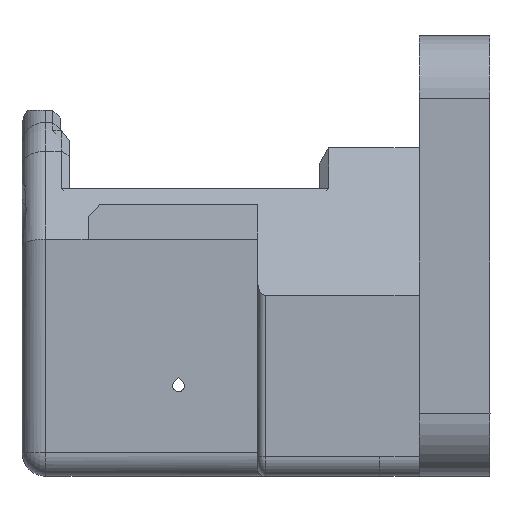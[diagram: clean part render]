
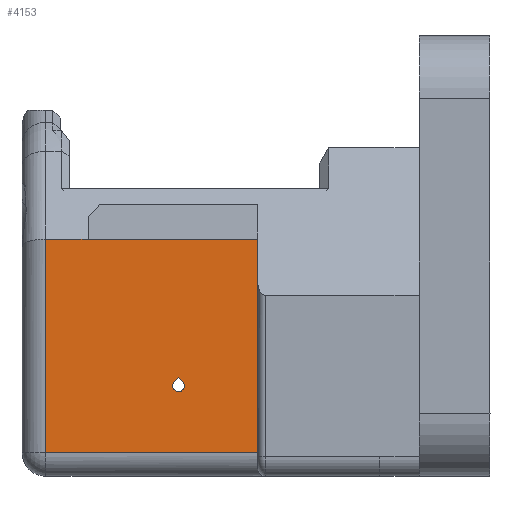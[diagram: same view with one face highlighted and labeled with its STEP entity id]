
A CAD part, left-side view. The second image highlights one B-rep face of the part: STEP entity #4153.
In plain terms, the highlighted planar face has unit normal (-1, 0, 0).
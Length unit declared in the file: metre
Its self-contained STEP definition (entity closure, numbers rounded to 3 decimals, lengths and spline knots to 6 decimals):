
#58=CIRCLE('',#4401,0.00075);
#356=ORIENTED_EDGE('',*,*,#1612,.T.);
#357=ORIENTED_EDGE('',*,*,#1613,.T.);
#358=ORIENTED_EDGE('',*,*,#1614,.T.);
#359=ORIENTED_EDGE('',*,*,#1571,.T.);
#360=ORIENTED_EDGE('',*,*,#1615,.T.);
#361=ORIENTED_EDGE('',*,*,#1616,.T.);
#362=ORIENTED_EDGE('',*,*,#1617,.T.);
#363=ORIENTED_EDGE('',*,*,#1618,.T.);
#1571=EDGE_CURVE('',#2204,#2203,#2607,.T.);
#1612=EDGE_CURVE('',#2236,#2237,#58,.T.);
#1613=EDGE_CURVE('',#2237,#2238,#2640,.T.);
#1614=EDGE_CURVE('',#2238,#2236,#2641,.T.);
#1615=EDGE_CURVE('',#2203,#2239,#2642,.F.);
#1616=EDGE_CURVE('',#2239,#2240,#2643,.T.);
#1617=EDGE_CURVE('',#2240,#2208,#2644,.T.);
#1618=EDGE_CURVE('',#2208,#2204,#2645,.T.);
#2203=VERTEX_POINT('',#6024);
#2204=VERTEX_POINT('',#6026);
#2208=VERTEX_POINT('',#6034);
#2236=VERTEX_POINT('',#6108);
#2237=VERTEX_POINT('',#6109);
#2238=VERTEX_POINT('',#6111);
#2239=VERTEX_POINT('',#6114);
#2240=VERTEX_POINT('',#6116);
#2607=LINE('',#6025,#3049);
#2640=LINE('',#6110,#3082);
#2641=LINE('',#6112,#3083);
#2642=LINE('',#6113,#3084);
#2643=LINE('',#6115,#3085);
#2644=LINE('',#6117,#3086);
#2645=LINE('',#6118,#3087);
#3049=VECTOR('',#4786,1.);
#3082=VECTOR('',#4855,1.);
#3083=VECTOR('',#4856,1.);
#3084=VECTOR('',#4857,1.);
#3085=VECTOR('',#4858,1.);
#3086=VECTOR('',#4859,1.);
#3087=VECTOR('',#4860,1.);
#3498=EDGE_LOOP('',(#356,#357,#358));
#3499=EDGE_LOOP('',(#359,#360,#361,#362,#363));
#3764=FACE_BOUND('',#3498,.T.);
#3765=FACE_BOUND('',#3499,.T.);
#4027=PLANE('',#4400);
#4153=ADVANCED_FACE('',(#3764,#3765),#4027,.F.);
#4400=AXIS2_PLACEMENT_3D('',#6106,#4851,#4852);
#4401=AXIS2_PLACEMENT_3D('',#6107,#4853,#4854);
#4786=DIRECTION('',(0.,1.,0.));
#4851=DIRECTION('',(1.,0.,0.));
#4852=DIRECTION('',(0.,0.,-1.));
#4853=DIRECTION('',(1.,0.,0.));
#4854=DIRECTION('',(0.,0.,-1.));
#4855=DIRECTION('',(0.,-0.7,0.714));
#4856=DIRECTION('',(0.,-0.7,-0.714));
#4857=DIRECTION('',(0.,0.,1.));
#4858=DIRECTION('',(0.,-1.,0.));
#4859=DIRECTION('',(0.,0.,1.));
#4860=DIRECTION('',(0.,1.,0.));
#6024=CARTESIAN_POINT('',(-0.01735,0.065,0.014145));
#6025=CARTESIAN_POINT('',(-0.01735,0.0596,0.014145));
#6026=CARTESIAN_POINT('',(-0.01735,0.0596,0.014145));
#6034=CARTESIAN_POINT('',(-0.01735,0.038,0.014145));
#6106=CARTESIAN_POINT('',(-0.01735,-0.046688,0.036974));
#6107=CARTESIAN_POINT('',(-0.01735,0.0481,-0.004498));
#6108=CARTESIAN_POINT('',(-0.01735,0.047564,-0.003973));
#6109=CARTESIAN_POINT('',(-0.01735,0.048636,-0.003973));
#6110=CARTESIAN_POINT('',(-0.01735,0.048636,-0.003973));
#6111=CARTESIAN_POINT('',(-0.01735,0.0481,-0.003426));
#6112=CARTESIAN_POINT('',(-0.01735,0.0481,-0.003426));
#6113=CARTESIAN_POINT('',(-0.01735,0.065,-0.013));
#6114=CARTESIAN_POINT('',(-0.01735,0.065,-0.013));
#6115=CARTESIAN_POINT('',(-0.01735,0.068708,-0.013));
#6116=CARTESIAN_POINT('',(-0.01735,0.038,-0.013));
#6117=CARTESIAN_POINT('',(-0.01735,0.038,-0.013));
#6118=CARTESIAN_POINT('',(-0.01735,0.038,0.014145));
